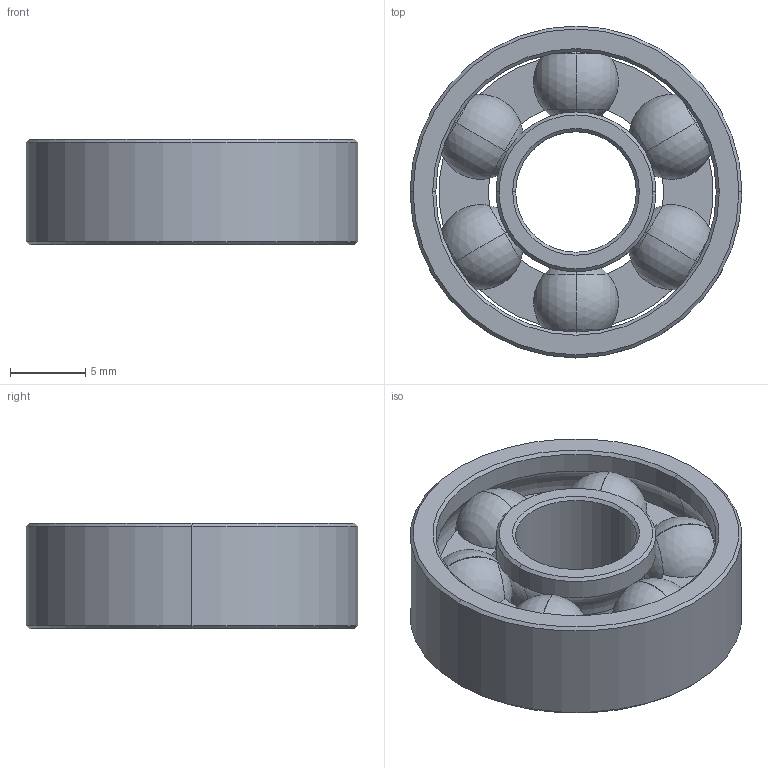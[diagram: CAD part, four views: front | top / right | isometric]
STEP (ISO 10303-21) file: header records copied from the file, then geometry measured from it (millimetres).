
FILE_DESCRIPTION (( 'STEP AP214' ), '1' );
FILE_NAME ('Ball Bearing D8x22h7 608ZZ.STEP', '2021-12-12T12:08:52', ( 'Elessar' ), ( '' ), 'SwSTEP 2.0', 'SolidWorks 2018', '' );
FILE_SCHEMA (( 'AUTOMOTIVE_DESIGN' ));
Length unit declared in the file: millimetre
Products named in the file (1): Ball Bearing D8x22h7 608ZZ
Bounding box: 22 x 22 x 7 mm (x, y, z)
Volume: 1597.7 mm3; surface area: 3196 mm2
Topology: 20 solids, 20 shells, 128 faces, 340 edges, 216 vertices
Faces by surface type: cylinder 42, sphere 36, plane 28, cone 16, torus 6
Entity records: 4601 total; most frequent: DIRECTION 700, CARTESIAN_POINT 541, ORIENTED_EDGE 500, AXIS2_PLACEMENT_3D 321, EDGE_CURVE 250, CIRCLE 192, VERTEX_POINT 162, EDGE_LOOP 144
